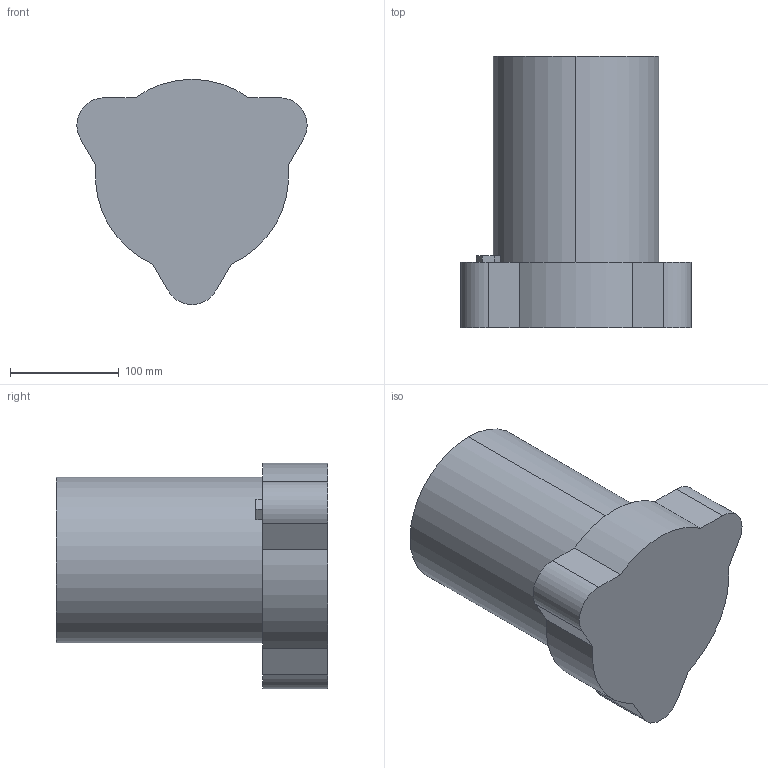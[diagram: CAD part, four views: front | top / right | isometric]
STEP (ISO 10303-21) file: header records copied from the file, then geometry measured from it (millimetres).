
FILE_DESCRIPTION (( 'STEP AP203' ), '1' );
FILE_NAME ('VB_A_Basect_Default_sldprt.STEP', '2020-10-26T15:41:54', ( '' ), ( '' ), 'SwSTEP 2.0', 'SolidWorks 2018', '' );
FILE_SCHEMA (( 'CONFIG_CONTROL_DESIGN' ));
Length unit declared in the file: millimetre
Products named in the file (1): VB_A_Basect_Default_sldprt
Bounding box: 212.04 x 250 x 207.39 mm (x, y, z)
Volume: 5116102.3 mm3; surface area: 197761.2 mm2
Topology: 1 solids, 1 shells, 28 faces, 69 edges, 46 vertices
Faces by surface type: plane 17, cylinder 11
Entity records: 912 total; most frequent: DIRECTION 149, CARTESIAN_POINT 144, ORIENTED_EDGE 138, EDGE_CURVE 69, AXIS2_PLACEMENT_3D 51, VECTOR 47, LINE 47, VERTEX_POINT 46
